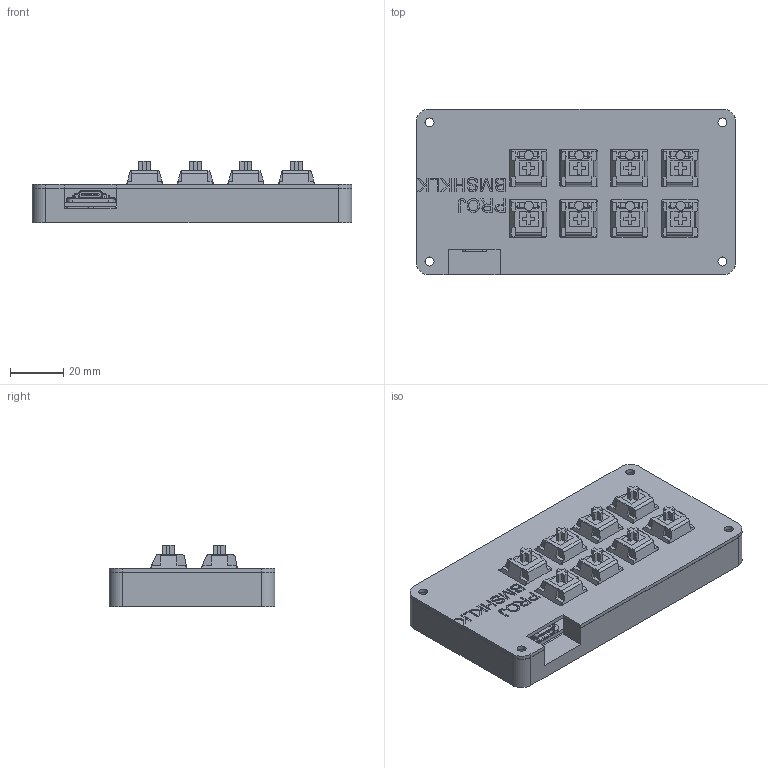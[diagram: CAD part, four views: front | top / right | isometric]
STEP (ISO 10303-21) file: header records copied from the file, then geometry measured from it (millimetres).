
FILE_DESCRIPTION(/* description */ (''),/* implementation_level */ '2;1');
FILE_NAME(/* name */ 'all_parts_assembled.step',/* time_stamp */ '2026-02-12T16:58:25-05:00',/* author */ (''),/* organization */ (''),/* preprocessor_version */ 'ST-DEVELOPER v20.1',/* originating_system */ 'Autodesk Translation Framework v14.21.0.0',/* authorisation */ '');
FILE_SCHEMA (('AUTOMOTIVE_DESIGN { 1 0 10303 214 3 1 1 }'));
Products named in the file (41): 2026-02-12-16-58-24-466; 2026-02-12-16-58-24-469; 2026-02-12-16-58-24-470; 2026-02-12-16-58-24-469_1; 2026-02-12-16-58-24-469_2; 2026-02-12-16-58-24-470_1; 2026-02-12-16-58-24-469_3; 2026-02-12-16-58-24-469_4; 2026-02-12-16-58-24-469_5; 2026-02-12-16-58-24-469_6; 2026-02-12-16-58-24-469_7; 2026-02-12-16-58-24-470_2; 2026-02-12-16-58-24-506; 2026-02-12-16-58-24-506_1; 2026-02-12-16-58-24-506_2; 2026-02-12-16-58-24-509; 2026-02-12-16-58-24-509_1; 2026-02-12-16-58-24-509_2; 2026-02-12-16-58-24-512; 2026-02-12-16-58-24-513; 2026-02-12-16-58-24-513_1; 2026-02-12-16-58-24-516; 2026-02-12-16-58-24-516_1; 2026-02-12-16-58-24-516_2; 2026-02-12-16-58-24-519; 2026-02-12-16-58-24-519_1; 2026-02-12-16-58-24-519_2; 2026-02-12-16-58-24-522; 2026-02-12-16-58-24-523; 2026-02-12-16-58-24-523_1; 2026-02-12-16-58-24-526; 2026-02-12-16-58-24-526_1; 2026-02-12-16-58-24-526_2; 2026-02-12-16-58-24-529; 2026-02-12-16-58-24-529_1; 2026-02-12-16-58-24-529_2; 2026-02-12-16-58-24-532; 2026-02-12-16-58-24-540; 2026-02-12-16-58-24-540_1; 2026-02-12-16-58-24-540_2 ...
Assembly tree (47 placements, depth 5):
  2026-02-12-16-58-24-466
    2026-02-12-16-58-24-469
      2026-02-12-16-58-24-470
        2026-02-12-16-58-24-469_1
        2026-02-12-16-58-24-469_2
        2026-02-12-16-58-24-470_1
          2026-02-12-16-58-24-469_3
          2026-02-12-16-58-24-469_4
          2026-02-12-16-58-24-469_5
          2026-02-12-16-58-24-469_6
          2026-02-12-16-58-24-469_7
        2026-02-12-16-58-24-470_2
    2026-02-12-16-58-24-506
      2026-02-12-16-58-24-506_1
      2026-02-12-16-58-24-506_2
    2026-02-12-16-58-24-509
      2026-02-12-16-58-24-509_1
      2026-02-12-16-58-24-509_2
    2026-02-12-16-58-24-512
      2026-02-12-16-58-24-513
      2026-02-12-16-58-24-513_1
    2026-02-12-16-58-24-516
      2026-02-12-16-58-24-516_1
      2026-02-12-16-58-24-516_2
    2026-02-12-16-58-24-519
      2026-02-12-16-58-24-519_1
      2026-02-12-16-58-24-519_2
    2026-02-12-16-58-24-522
      2026-02-12-16-58-24-523
      2026-02-12-16-58-24-523_1
    2026-02-12-16-58-24-526
      2026-02-12-16-58-24-526_1
      2026-02-12-16-58-24-526_2
    2026-02-12-16-58-24-529
      2026-02-12-16-58-24-529_1
      2026-02-12-16-58-24-529_2
    2026-02-12-16-58-24-532
    2026-02-12-16-58-24-540
      2026-02-12-16-58-24-540_2  x8
      2026-02-12-16-58-24-540_1
    2026-02-12-16-58-24-468
Bounding box: 120.01 x 62.21 x 23.06 mm (x, y, z)
Volume: 81417.1 mm3; surface area: 60444.4 mm2
Topology: 130 solids, 130 shells, 2379 faces, 6016 edges, 3940 vertices
Faces by surface type: plane 1664, cylinder 497, bspline 118, torus 44, cone 30, sphere 26
Full cylindrical faces by diameter (mm): 0.4 x1, 0.5 x26, 0.8 x30, 0.889 x14, 1.5 x18, 1.6 x16, 1.7 x16, 2 x17, 2.02 x8, 3.4 x8, 3.85 x8, 4 x8, 6 x4
Entity records: 71195 total; most frequent: CARTESIAN_POINT 14233, ORIENTED_EDGE 11624, DIRECTION 11038, EDGE_CURVE 5812, LINE 4556, VECTOR 4556, VERTEX_POINT 3814, AXIS2_PLACEMENT_3D 3241
